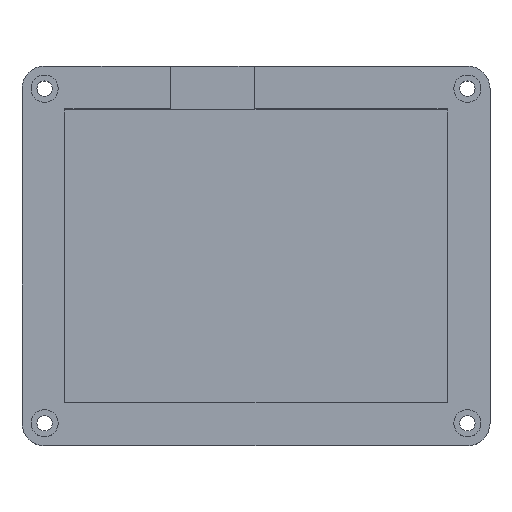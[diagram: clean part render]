
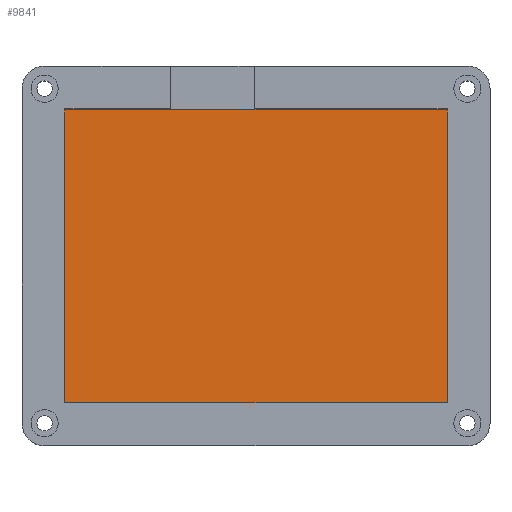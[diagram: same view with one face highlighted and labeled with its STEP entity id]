
A CAD part, top view. The second image highlights one B-rep face of the part: STEP entity #9841.
In plain terms, the highlighted planar face has unit normal (0, 0, 1).
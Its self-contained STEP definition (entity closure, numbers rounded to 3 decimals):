
#308=PLANE('',#10093);
#826=FACE_OUTER_BOUND('',#1397,.T.);
#1397=EDGE_LOOP('',(#8939,#8940,#8941,#8942));
#2222=LINE('',#19600,#3033);
#2224=LINE('',#19605,#3035);
#2225=LINE('',#19606,#3036);
#2226=LINE('',#19607,#3037);
#3033=VECTOR('',#11355,10.);
#3035=VECTOR('',#11359,10.);
#3036=VECTOR('',#11360,10.);
#3037=VECTOR('',#11361,10.);
#4624=VERTEX_POINT('',#19597);
#4625=VERTEX_POINT('',#19599);
#4626=VERTEX_POINT('',#19603);
#4627=VERTEX_POINT('',#19604);
#6070=EDGE_CURVE('',#4624,#4625,#2222,.T.);
#6072=EDGE_CURVE('',#4626,#4627,#2224,.T.);
#6073=EDGE_CURVE('',#4625,#4626,#2225,.T.);
#6074=EDGE_CURVE('',#4627,#4624,#2226,.T.);
#8939=ORIENTED_EDGE('',*,*,#6072,.F.);
#8940=ORIENTED_EDGE('',*,*,#6073,.F.);
#8941=ORIENTED_EDGE('',*,*,#6070,.F.);
#8942=ORIENTED_EDGE('',*,*,#6074,.F.);
#9841=ADVANCED_FACE('',(#826),#308,.T.);
#10093=AXIS2_PLACEMENT_3D('',#19602,#11357,#11358);
#11355=DIRECTION('',(1.,0.,0.));
#11357=DIRECTION('center_axis',(0.,0.,1.));
#11358=DIRECTION('ref_axis',(1.,0.,0.));
#11359=DIRECTION('',(-1.,0.,0.));
#11360=DIRECTION('',(0.,-1.,0.));
#11361=DIRECTION('',(0.,1.,0.));
#19597=CARTESIAN_POINT('',(0.,65.,3.));
#19599=CARTESIAN_POINT('',(84.5,65.,3.));
#19600=CARTESIAN_POINT('',(21.125,65.,3.));
#19602=CARTESIAN_POINT('Origin',(42.25,32.5,3.));
#19603=CARTESIAN_POINT('',(84.5,0.,3.));
#19604=CARTESIAN_POINT('',(0.,0.,3.));
#19605=CARTESIAN_POINT('',(63.375,0.,3.));
#19606=CARTESIAN_POINT('',(84.5,48.75,3.));
#19607=CARTESIAN_POINT('',(0.,16.25,3.));
